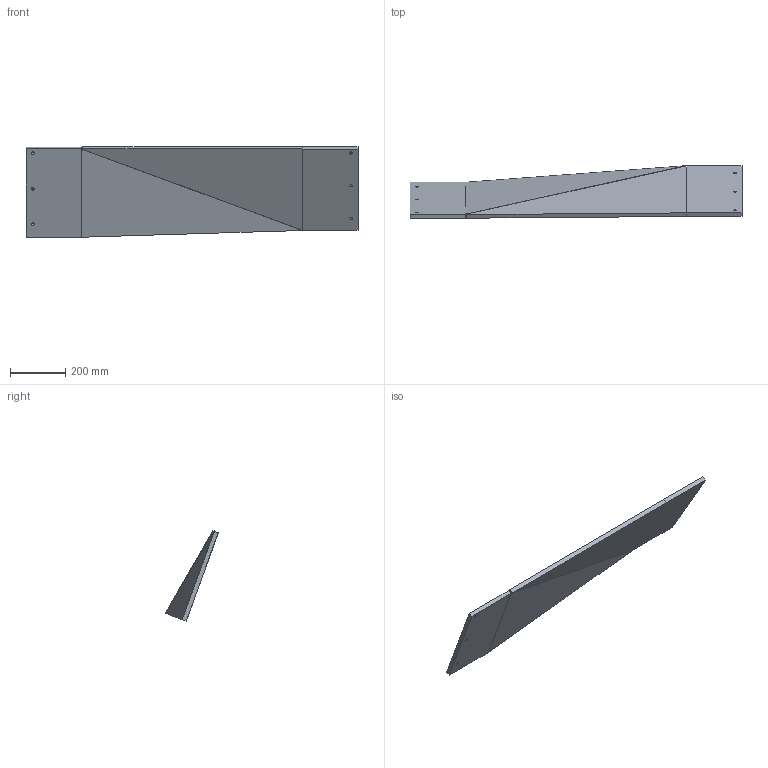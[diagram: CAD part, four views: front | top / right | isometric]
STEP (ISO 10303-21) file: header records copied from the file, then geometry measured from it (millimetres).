
FILE_DESCRIPTION (( 'STEP AP214' ), '1' );
FILE_NAME ('Piece.STEP', '2019-12-10T15:59:36', ( '' ), ( '' ), 'SwSTEP 2.0', 'SolidWorks 2019', '' );
FILE_SCHEMA (( 'AUTOMOTIVE_DESIGN' ));
Length unit declared in the file: millimetre
Products named in the file (1): Piece
Bounding box: 1200 x 189.91 x 326.99 mm (x, y, z)
Volume: 6133845 mm3; surface area: 867576.2 mm2
Topology: 1 solids, 1 shells, 47 faces, 119 edges, 74 vertices
Faces by surface type: plane 28, cylinder 18, bspline 1
Entity records: 1478 total; most frequent: CARTESIAN_POINT 286, DIRECTION 239, ORIENTED_EDGE 238, EDGE_CURVE 119, LINE 81, VECTOR 81, AXIS2_PLACEMENT_3D 79, VERTEX_POINT 74
